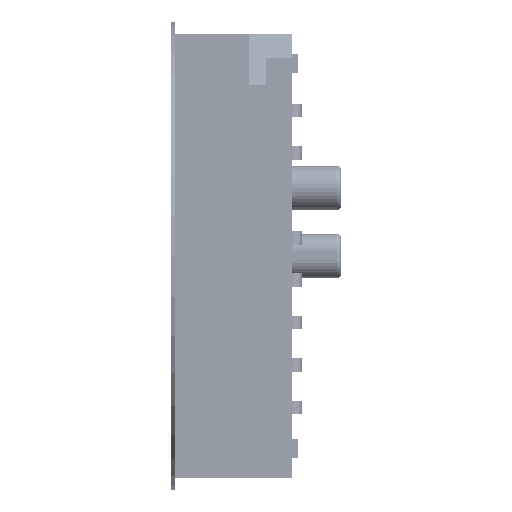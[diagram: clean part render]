
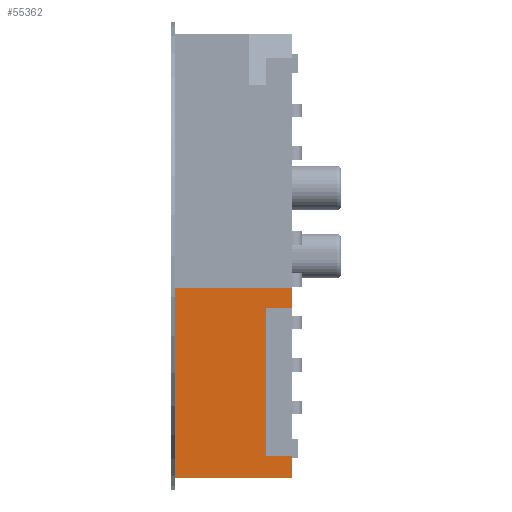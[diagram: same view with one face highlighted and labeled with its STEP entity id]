
A CAD part, left-side view. The second image highlights one B-rep face of the part: STEP entity #55362.
In plain terms, the highlighted planar face has unit normal (-1, 0, 0).
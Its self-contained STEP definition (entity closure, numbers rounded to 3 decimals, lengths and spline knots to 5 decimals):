
#13397=ORIENTED_EDGE('',*,*,#21321,.T.);
#13398=ORIENTED_EDGE('',*,*,#21170,.T.);
#13399=ORIENTED_EDGE('',*,*,#21626,.F.);
#13400=ORIENTED_EDGE('',*,*,#24197,.T.);
#13401=ORIENTED_EDGE('',*,*,#21610,.T.);
#13402=ORIENTED_EDGE('',*,*,#21166,.T.);
#13403=ORIENTED_EDGE('',*,*,#24194,.F.);
#13404=ORIENTED_EDGE('',*,*,#19659,.F.);
#19659=EDGE_CURVE('',#26812,#26813,#32005,.T.);
#21166=EDGE_CURVE('',#28284,#28283,#33511,.T.);
#21170=EDGE_CURVE('',#28288,#28287,#33515,.T.);
#21321=EDGE_CURVE('',#26812,#28288,#33664,.T.);
#21610=EDGE_CURVE('',#28664,#28284,#33953,.T.);
#21626=EDGE_CURVE('',#28673,#28287,#33969,.T.);
#24194=EDGE_CURVE('',#26813,#28283,#36537,.T.);
#24197=EDGE_CURVE('',#28673,#28664,#36540,.T.);
#26812=VERTEX_POINT('',#78684);
#26813=VERTEX_POINT('',#78686);
#28283=VERTEX_POINT('',#81663);
#28284=VERTEX_POINT('',#81665);
#28287=VERTEX_POINT('',#81671);
#28288=VERTEX_POINT('',#81673);
#28664=VERTEX_POINT('',#82548);
#28673=VERTEX_POINT('',#82581);
#32005=LINE('',#78685,#39039);
#33511=LINE('',#81664,#40545);
#33515=LINE('',#81672,#40549);
#33664=LINE('',#81957,#40698);
#33953=LINE('',#82550,#40987);
#33969=LINE('',#82582,#41003);
#36537=LINE('',#87718,#43571);
#36540=LINE('',#87723,#43574);
#39039=VECTOR('',#63790,39.37008);
#40545=VECTOR('',#65300,39.37008);
#40549=VECTOR('',#65304,39.37008);
#40698=VECTOR('',#65459,39.37008);
#40987=VECTOR('',#65868,39.37008);
#41003=VECTOR('',#65898,39.37008);
#43571=VECTOR('',#71034,39.37008);
#43574=VECTOR('',#71041,39.37008);
#46841=EDGE_LOOP('',(#13397,#13398,#13399,#13400,#13401,#13402,#13403,#13404));
#50117=FACE_BOUND('',#46841,.T.);
#52744=PLANE('',#58707);
#55362=ADVANCED_FACE('',(#50117),#52744,.F.);
#58707=AXIS2_PLACEMENT_3D('',#87722,#71039,#71040);
#63790=DIRECTION('',(0.,0.,1.));
#65300=DIRECTION('',(0.,0.,1.));
#65304=DIRECTION('',(0.,0.,1.));
#65459=DIRECTION('',(0.,-1.,0.));
#65868=DIRECTION('',(0.,-1.,0.));
#65898=DIRECTION('',(0.,-1.,0.));
#71034=DIRECTION('',(0.,-1.,0.));
#71039=DIRECTION('',(1.,0.,0.));
#71040=DIRECTION('',(0.,0.,-1.));
#71041=DIRECTION('',(0.,0.,1.));
#78684=CARTESIAN_POINT('',(-1.133,0.137,-0.261));
#78685=CARTESIAN_POINT('',(-1.133,0.137,-0.261));
#78686=CARTESIAN_POINT('',(-1.133,0.137,-0.0375));
#81663=CARTESIAN_POINT('',(-1.133,0.,-0.0375));
#81664=CARTESIAN_POINT('',(-1.133,0.,-0.061));
#81665=CARTESIAN_POINT('',(-1.133,0.,-0.061));
#81671=CARTESIAN_POINT('',(-1.133,0.,-0.236));
#81672=CARTESIAN_POINT('',(-1.133,0.,-0.261));
#81673=CARTESIAN_POINT('',(-1.133,0.,-0.261));
#81957=CARTESIAN_POINT('',(-1.133,0.05,-0.261));
#82548=CARTESIAN_POINT('',(-1.133,0.03,-0.061));
#82550=CARTESIAN_POINT('',(-1.133,0.05,-0.061));
#82581=CARTESIAN_POINT('',(-1.133,0.03,-0.236));
#82582=CARTESIAN_POINT('',(-1.133,0.05,-0.236));
#87718=CARTESIAN_POINT('',(-1.133,0.05,-0.0375));
#87722=CARTESIAN_POINT('',(-1.133,0.05,-0.261));
#87723=CARTESIAN_POINT('',(-1.133,0.03,-0.261));
